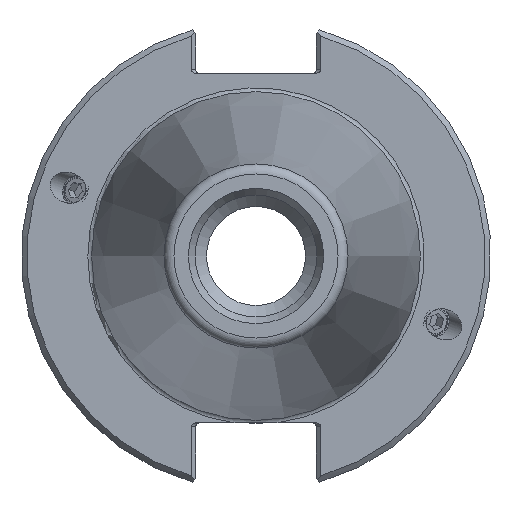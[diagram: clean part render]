
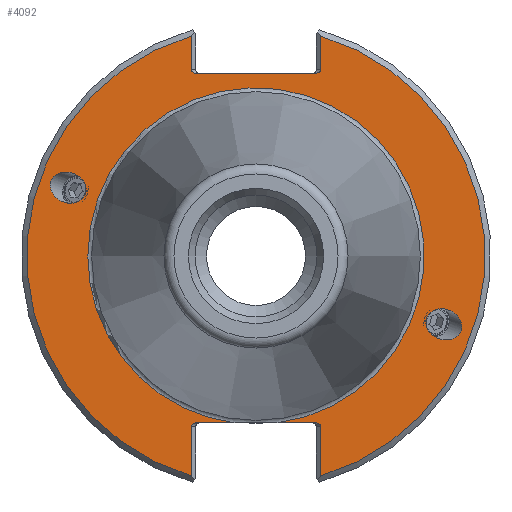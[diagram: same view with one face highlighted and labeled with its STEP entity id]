
A CAD part, left-side view. The second image highlights one B-rep face of the part: STEP entity #4092.
In plain terms, the highlighted planar face has unit normal (-1, 0, 0).
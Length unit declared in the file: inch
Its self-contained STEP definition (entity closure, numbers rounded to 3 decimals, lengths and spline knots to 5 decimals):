
#552=CARTESIAN_POINT('',(0.125,-1.09124,-0.39718));
#553=VERTEX_POINT('',#552);
#554=CARTESIAN_POINT('',(0.125,-0.99889,-0.36357));
#555=DIRECTION('',(1.0,0.,0.));
#556=DIRECTION('',(0.,0.94,0.342));
#557=AXIS2_PLACEMENT_3D('',#554,#555,#556);
#558=ELLIPSE('',#557,0.09827,0.0805);
#559=EDGE_CURVE('',#553,#553,#558,.T.);
#866=CARTESIAN_POINT('',(0.125,1.09124,0.39718));
#867=VERTEX_POINT('',#866);
#868=CARTESIAN_POINT('',(0.125,0.99889,0.36357));
#869=DIRECTION('',(1.0,0.,0.));
#870=DIRECTION('',(0.,-0.94,-0.342));
#871=AXIS2_PLACEMENT_3D('',#868,#869,#870);
#872=ELLIPSE('',#871,0.09827,0.0805);
#873=EDGE_CURVE('',#867,#867,#872,.T.);
#1173=CARTESIAN_POINT('',(0.125,-0.31672,-0.888));
#1174=VERTEX_POINT('',#1173);
#1181=CARTESIAN_POINT('',(0.125,-0.11172,-0.888));
#1182=VERTEX_POINT('',#1181);
#1183=CARTESIAN_POINT('',(0.125,-0.31672,-0.888));
#1184=DIRECTION('',(0.0,1.0,0.0));
#1185=VECTOR('',#1184,0.205);
#1186=LINE('',#1183,#1185);
#1187=EDGE_CURVE('',#1174,#1182,#1186,.T.);
#1189=CARTESIAN_POINT('',(0.125,0.11172,-0.888));
#1190=VERTEX_POINT('',#1189);
#1205=CARTESIAN_POINT('',(0.125,0.31672,-0.888));
#1206=VERTEX_POINT('',#1205);
#1207=CARTESIAN_POINT('',(0.125,0.11172,-0.888));
#1208=DIRECTION('',(0.0,1.0,0.0));
#1209=VECTOR('',#1208,0.205);
#1210=LINE('',#1207,#1209);
#1211=EDGE_CURVE('',#1190,#1206,#1210,.T.);
#3321=CARTESIAN_POINT('',(0.125,0.345,0.992));
#3322=VERTEX_POINT('',#3321);
#3329=CARTESIAN_POINT('',(0.125,0.31672,0.972));
#3330=VERTEX_POINT('',#3329);
#3331=CARTESIAN_POINT('',(0.125,0.31672,0.992));
#3332=DIRECTION('',(-1.0,0.0,0.0));
#3333=DIRECTION('',(0.0,1.0,0.0));
#3334=AXIS2_PLACEMENT_3D('',#3331,#3332,#3333);
#3335=ELLIPSE('',#3334,0.02828,0.02);
#3336=EDGE_CURVE('',#3322,#3330,#3335,.T.);
#3411=CARTESIAN_POINT('',(0.125,0.345,1.1702));
#3412=VERTEX_POINT('',#3411);
#3419=CARTESIAN_POINT('',(0.125,0.345,1.1702));
#3420=DIRECTION('',(0.0,0.0,-1.0));
#3421=VECTOR('',#3420,0.1782);
#3422=LINE('',#3419,#3421);
#3423=EDGE_CURVE('',#3412,#3322,#3422,.T.);
#3506=CARTESIAN_POINT('',(0.125,-0.31672,0.972));
#3507=VERTEX_POINT('',#3506);
#3514=CARTESIAN_POINT('',(0.125,-0.345,0.992));
#3515=VERTEX_POINT('',#3514);
#3516=CARTESIAN_POINT('',(0.125,-0.31672,0.992));
#3517=DIRECTION('',(-1.0,0.0,0.0));
#3518=DIRECTION('',(0.0,-1.0,0.0));
#3519=AXIS2_PLACEMENT_3D('',#3516,#3517,#3518);
#3520=ELLIPSE('',#3519,0.02828,0.02);
#3521=EDGE_CURVE('',#3507,#3515,#3520,.T.);
#3564=CARTESIAN_POINT('',(0.125,-0.345,1.1702));
#3565=VERTEX_POINT('',#3564);
#3566=CARTESIAN_POINT('',(0.125,-0.345,0.992));
#3567=DIRECTION('',(0.0,0.0,1.0));
#3568=VECTOR('',#3567,0.1782);
#3569=LINE('',#3566,#3568);
#3570=EDGE_CURVE('',#3515,#3565,#3569,.T.);
#3588=CARTESIAN_POINT('',(0.125,-0.345,-0.908));
#3589=VERTEX_POINT('',#3588);
#3590=CARTESIAN_POINT('',(0.125,-0.31672,-0.908));
#3591=DIRECTION('',(-1.0,0.0,0.0));
#3592=DIRECTION('',(0.0,-1.0,0.0));
#3593=AXIS2_PLACEMENT_3D('',#3590,#3591,#3592);
#3594=ELLIPSE('',#3593,0.02828,0.02);
#3595=EDGE_CURVE('',#3589,#1174,#3594,.T.);
#3671=CARTESIAN_POINT('',(0.125,-0.345,-1.1702));
#3672=VERTEX_POINT('',#3671);
#3679=CARTESIAN_POINT('',(0.125,-0.345,-1.1702));
#3680=DIRECTION('',(0.0,0.0,1.0));
#3681=VECTOR('',#3680,0.2622);
#3682=LINE('',#3679,#3681);
#3683=EDGE_CURVE('',#3672,#3589,#3682,.T.);
#3755=CARTESIAN_POINT('',(0.125,0.345,-0.908));
#3756=VERTEX_POINT('',#3755);
#3757=CARTESIAN_POINT('',(0.125,0.31672,-0.908));
#3758=DIRECTION('',(-1.0,0.0,0.0));
#3759=DIRECTION('',(0.0,1.0,0.0));
#3760=AXIS2_PLACEMENT_3D('',#3757,#3758,#3759);
#3761=ELLIPSE('',#3760,0.02828,0.02);
#3762=EDGE_CURVE('',#1206,#3756,#3761,.T.);
#3805=CARTESIAN_POINT('',(0.125,0.345,-1.1702));
#3806=VERTEX_POINT('',#3805);
#3807=CARTESIAN_POINT('',(0.125,0.345,-0.908));
#3808=DIRECTION('',(0.0,0.0,-1.0));
#3809=VECTOR('',#3808,0.2622);
#3810=LINE('',#3807,#3809);
#3811=EDGE_CURVE('',#3756,#3806,#3810,.T.);
#3878=CARTESIAN_POINT('',(0.125,0.31672,0.972));
#3879=DIRECTION('',(0.0,-1.0,0.0));
#3880=VECTOR('',#3879,0.63343);
#3881=LINE('',#3878,#3880);
#3882=EDGE_CURVE('',#3330,#3507,#3881,.T.);
#4032=CARTESIAN_POINT('',(0.125,0.,0.0));
#4033=DIRECTION('',(-1.0,0.0,0.0));
#4034=DIRECTION('',(0.0,-1.0,0.0));
#4035=AXIS2_PLACEMENT_3D('',#4032,#4033,#4034);
#4036=CIRCLE('',#4035,0.895);
#4037=EDGE_CURVE('',#1182,#1190,#4036,.T.);
#4053=CARTESIAN_POINT('',(0.125,1.0625,0.0));
#4054=DIRECTION('',(-1.0,0.0,0.0));
#4055=DIRECTION('',(0.0,0.0,1.0));
#4056=AXIS2_PLACEMENT_3D('',#4053,#4054,#4055);
#4057=PLANE('',#4056);
#4058=ORIENTED_EDGE('',*,*,#4037,.F.);
#4059=ORIENTED_EDGE('',*,*,#1187,.F.);
#4060=ORIENTED_EDGE('',*,*,#3595,.F.);
#4061=ORIENTED_EDGE('',*,*,#3683,.F.);
#4062=CARTESIAN_POINT('',(0.125,0.,0.0));
#4063=DIRECTION('',(1.0,0.0,0.0));
#4064=DIRECTION('',(0.0,-1.0,0.0));
#4065=AXIS2_PLACEMENT_3D('',#4062,#4063,#4064);
#4066=CIRCLE('',#4065,1.22);
#4067=EDGE_CURVE('',#3565,#3672,#4066,.T.);
#4068=ORIENTED_EDGE('',*,*,#4067,.F.);
#4069=ORIENTED_EDGE('',*,*,#3570,.F.);
#4070=ORIENTED_EDGE('',*,*,#3521,.F.);
#4071=ORIENTED_EDGE('',*,*,#3882,.F.);
#4072=ORIENTED_EDGE('',*,*,#3336,.F.);
#4073=ORIENTED_EDGE('',*,*,#3423,.F.);
#4074=CARTESIAN_POINT('',(0.125,0.,0.0));
#4075=DIRECTION('',(1.0,0.0,0.0));
#4076=DIRECTION('',(0.0,1.0,0.0));
#4077=AXIS2_PLACEMENT_3D('',#4074,#4075,#4076);
#4078=CIRCLE('',#4077,1.22);
#4079=EDGE_CURVE('',#3806,#3412,#4078,.T.);
#4080=ORIENTED_EDGE('',*,*,#4079,.F.);
#4081=ORIENTED_EDGE('',*,*,#3811,.F.);
#4082=ORIENTED_EDGE('',*,*,#3762,.F.);
#4083=ORIENTED_EDGE('',*,*,#1211,.F.);
#4084=EDGE_LOOP('',(#4058,#4059,#4060,#4061,#4068,#4069,#4070,#4071,#4072,#4073,#4080,#4081,#4082,#4083));
#4085=FACE_OUTER_BOUND('',#4084,.T.);
#4086=ORIENTED_EDGE('',*,*,#559,.T.);
#4087=EDGE_LOOP('',(#4086));
#4088=FACE_BOUND('',#4087,.T.);
#4089=ORIENTED_EDGE('',*,*,#873,.T.);
#4090=EDGE_LOOP('',(#4089));
#4091=FACE_BOUND('',#4090,.T.);
#4092=ADVANCED_FACE('',(#4085,#4088,#4091),#4057,.T.);
